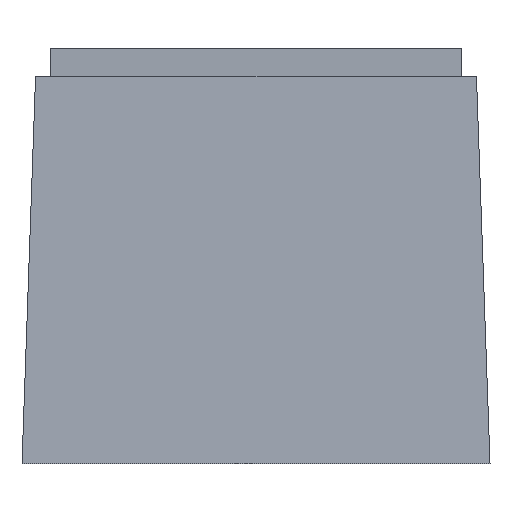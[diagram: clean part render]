
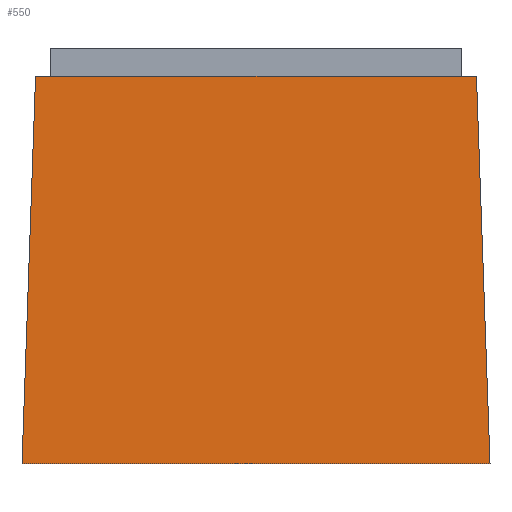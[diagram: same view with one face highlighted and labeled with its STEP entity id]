
A CAD part, front view. The second image highlights one B-rep face of the part: STEP entity #550.
In plain terms, the highlighted planar face has unit normal (0, -0.999, 0.035).
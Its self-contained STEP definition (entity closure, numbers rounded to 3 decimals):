
#532=AXIS2_PLACEMENT_3D('Plane Axis2P3D',#529,#530,#531) ;
#304=CARTESIAN_POINT('Vertex',(0.,0.,0.)) ;
#318=CARTESIAN_POINT('Vertex',(19.914,0.,0.)) ;
#321=CARTESIAN_POINT('Line Origine',(9.957,0.,0.)) ;
#458=CARTESIAN_POINT('Vertex',(0.576,0.576,16.5)) ;
#463=CARTESIAN_POINT('Line Origine',(9.957,0.576,16.5)) ;
#467=CARTESIAN_POINT('Vertex',(19.338,0.576,16.5)) ;
#529=CARTESIAN_POINT('Axis2P3D Location',(20.957,0.124,3.561)) ;
#534=CARTESIAN_POINT('Line Origine',(0.288,0.288,8.25)) ;
#539=CARTESIAN_POINT('Line Origine',(19.626,0.288,8.25)) ;
#322=DIRECTION('Vector Direction',(-1.,0.,0.)) ;
#464=DIRECTION('Vector Direction',(1.,0.,0.)) ;
#530=DIRECTION('Axis2P3D Direction',(0.,0.999,-0.035)) ;
#531=DIRECTION('Axis2P3D XDirection',(0.,-0.035,-0.999)) ;
#535=DIRECTION('Vector Direction',(-0.035,-0.035,-0.999)) ;
#540=DIRECTION('Vector Direction',(-0.035,0.035,0.999)) ;
#323=VECTOR('Line Direction',#322,1.) ;
#465=VECTOR('Line Direction',#464,1.) ;
#536=VECTOR('Line Direction',#535,1.) ;
#541=VECTOR('Line Direction',#540,1.) ;
#545=ORIENTED_EDGE('',*,*,#469,.F.) ;
#546=ORIENTED_EDGE('',*,*,#538,.T.) ;
#547=ORIENTED_EDGE('',*,*,#325,.F.) ;
#548=ORIENTED_EDGE('',*,*,#543,.T.) ;
#550=ADVANCED_FACE('MANIFOLD_SOLID_BREP #93',(#549),#533,.F.) ;
#325=EDGE_CURVE('',#319,#305,#324,.T.) ;
#469=EDGE_CURVE('',#459,#468,#466,.T.) ;
#538=EDGE_CURVE('',#459,#305,#537,.T.) ;
#543=EDGE_CURVE('',#319,#468,#542,.T.) ;
#544=EDGE_LOOP('',(#545,#546,#547,#548)) ;
#549=FACE_OUTER_BOUND('',#544,.T.) ;
#324=LINE('Line',#321,#323) ;
#466=LINE('Line',#463,#465) ;
#537=LINE('Line',#534,#536) ;
#542=LINE('Line',#539,#541) ;
#533=PLANE('',#532) ;
#305=VERTEX_POINT('',#304) ;
#319=VERTEX_POINT('',#318) ;
#459=VERTEX_POINT('',#458) ;
#468=VERTEX_POINT('',#467) ;
